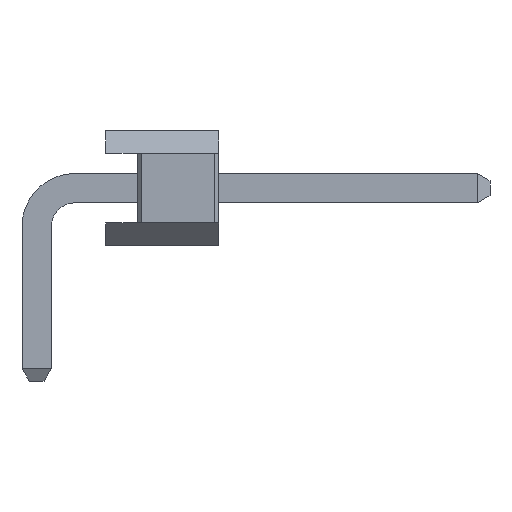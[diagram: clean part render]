
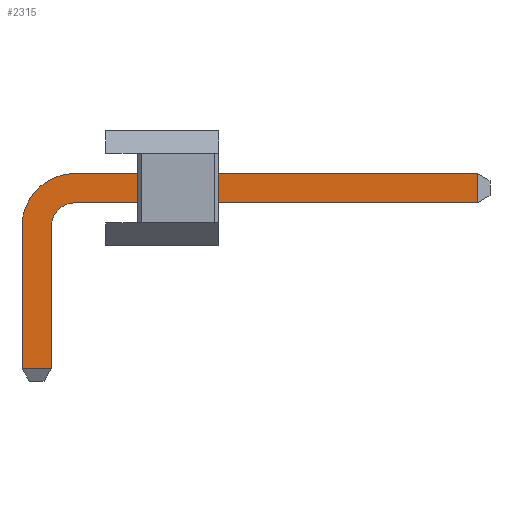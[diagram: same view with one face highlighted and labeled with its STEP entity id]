
A CAD part, left-side view. The second image highlights one B-rep face of the part: STEP entity #2315.
In plain terms, the highlighted planar face has unit normal (-1, 0, 0).
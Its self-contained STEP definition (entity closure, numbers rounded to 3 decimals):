
#2315=ADVANCED_FACE('',(#4133),#4135,.T.);
#4133=FACE_BOUND('',#4134,.T.);
#4134=EDGE_LOOP('',(#5324,#5325,#5326,#5327,#5328,#5329,#5330,#5331));
#4135=PLANE('',#4136);
#4136=AXIS2_PLACEMENT_3D('',#4137,#4138,#4139);
#4137=CARTESIAN_POINT('',(-0.325,-1.525,1.595));
#4138=DIRECTION('',(-1.,-0.,0.));
#4139=DIRECTION('',(0.,0.,-1.));
#5324=ORIENTED_EDGE('',*,*,#5936,.F.);
#5325=ORIENTED_EDGE('',*,*,#5938,.F.);
#5326=ORIENTED_EDGE('',*,*,#5939,.F.);
#5327=ORIENTED_EDGE('',*,*,#5940,.T.);
#5328=ORIENTED_EDGE('',*,*,#5941,.F.);
#5329=ORIENTED_EDGE('',*,*,#5942,.F.);
#5330=ORIENTED_EDGE('',*,*,#5943,.T.);
#5331=ORIENTED_EDGE('',*,*,#5928,.T.);
#5928=EDGE_CURVE('',#6828,#6820,#6829,.T.);
#5936=EDGE_CURVE('',#6841,#6820,#6842,.T.);
#5938=EDGE_CURVE('',#6844,#6841,#6845,.T.);
#5939=EDGE_CURVE('',#6846,#6844,#6847,.T.);
#5940=EDGE_CURVE('',#6846,#6848,#6849,.T.);
#5941=EDGE_CURVE('',#6850,#6848,#6851,.T.);
#5942=EDGE_CURVE('',#6852,#6850,#6853,.T.);
#5943=EDGE_CURVE('',#6852,#6828,#6854,.T.);
#6820=VERTEX_POINT('',#8844);
#6828=VERTEX_POINT('',#8860);
#6829=LINE('',#8861,#8862);
#6841=VERTEX_POINT('',#8889);
#6842=LINE('',#8890,#8891);
#6844=VERTEX_POINT('',#8896);
#6845=LINE('',#8897,#8898);
#6846=VERTEX_POINT('',#8900);
#6847=CIRCLE('',#8901,0.52);
#6848=VERTEX_POINT('',#8905);
#6849=LINE('',#8906,#8907);
#6850=VERTEX_POINT('',#8909);
#6851=LINE('',#8910,#8911);
#6852=VERTEX_POINT('',#8913);
#6853=LINE('',#8914,#8915);
#6854=CIRCLE('',#8917,1.17);
#8844=CARTESIAN_POINT('',(-0.325,0.325,-2.719));
#8860=CARTESIAN_POINT('',(-0.325,0.325,0.425));
#8861=CARTESIAN_POINT('',(-0.325,0.325,0.425));
#8862=VECTOR('',#8863,1.);
#8863=DIRECTION('',(0.,0.,-1.));
#8889=CARTESIAN_POINT('',(-0.325,-0.325,-2.719));
#8890=CARTESIAN_POINT('',(-0.325,-0.325,-2.719));
#8891=VECTOR('',#8892,1.);
#8892=DIRECTION('',(0.,1.,0.));
#8896=CARTESIAN_POINT('',(-0.325,-0.325,0.425));
#8897=CARTESIAN_POINT('',(-0.325,-0.325,0.425));
#8898=VECTOR('',#8899,1.);
#8899=DIRECTION('',(0.,0.,-1.));
#8900=CARTESIAN_POINT('',(-0.325,-0.845,0.945));
#8901=AXIS2_PLACEMENT_3D('',#8902,#8903,#8904);
#8902=CARTESIAN_POINT('',(-0.325,-0.845,0.425));
#8903=DIRECTION('',(-1.,0.,0.));
#8904=DIRECTION('',(0.,0.,1.));
#8905=CARTESIAN_POINT('',(-0.325,-9.744,0.945));
#8906=CARTESIAN_POINT('',(-0.325,-0.845,0.945));
#8907=VECTOR('',#8908,1.);
#8908=DIRECTION('',(0.,-1.,0.));
#8909=CARTESIAN_POINT('',(-0.325,-9.744,1.595));
#8910=CARTESIAN_POINT('',(-0.325,-9.744,1.595));
#8911=VECTOR('',#8912,1.);
#8912=DIRECTION('',(0.,0.,-1.));
#8913=CARTESIAN_POINT('',(-0.325,-0.845,1.595));
#8914=CARTESIAN_POINT('',(-0.325,-0.845,1.595));
#8915=VECTOR('',#8916,1.);
#8916=DIRECTION('',(0.,-1.,0.));
#8917=AXIS2_PLACEMENT_3D('',#8918,#8919,#8920);
#8918=CARTESIAN_POINT('',(-0.325,-0.845,0.425));
#8919=DIRECTION('',(-1.,0.,0.));
#8920=DIRECTION('',(0.,0.,1.));
